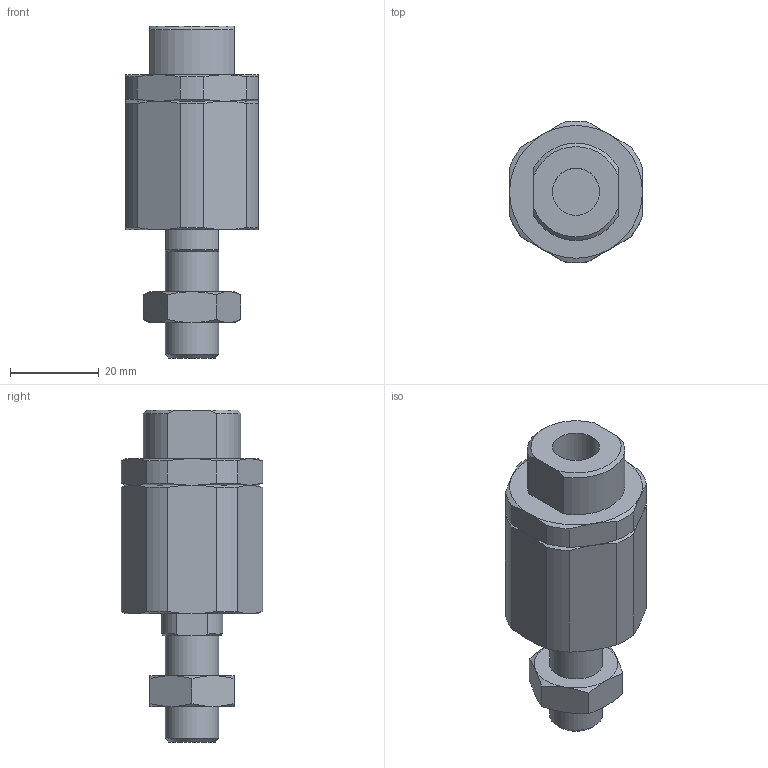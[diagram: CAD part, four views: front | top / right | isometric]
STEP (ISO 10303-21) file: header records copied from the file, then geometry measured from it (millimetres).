
FILE_DESCRIPTION(/* description */ (''),/* implementation_level */ '2;1');
FILE_NAME(/* name */ 'CAD_5468.stp',/* time_stamp */ '2016-06-03T13:12:22+02:00',/* author */ ('Hypex'),/* organization */ ('Hypex'),/* preprocessor_version */ 'ST-DEVELOPER v16.1',/* originating_system */ 'Autodesk Inventor 2016',/* authorisation */ '');
FILE_SCHEMA (('AUTOMOTIVE_DESIGN { 1 0 10303 214 3 1 1 }'));
Length unit declared in the file: millimetre
Products named in the file (1): CAD_5468
Bounding box: 30 x 31.95 x 75 mm (x, y, z)
Volume: 33215.6 mm3; surface area: 8172.2 mm2
Topology: 1 solids, 1 shells, 91 faces, 206 edges, 122 vertices
Faces by surface type: cone 41, plane 31, cylinder 19
Full cylindrical faces by diameter (mm): 10.647 x1, 12 x2
Entity records: 2535 total; most frequent: CARTESIAN_POINT 576, ORIENTED_EDGE 404, DIRECTION 380, EDGE_CURVE 202, AXIS2_PLACEMENT_3D 166, VERTEX_POINT 122, EDGE_LOOP 100, STYLED_ITEM 92
